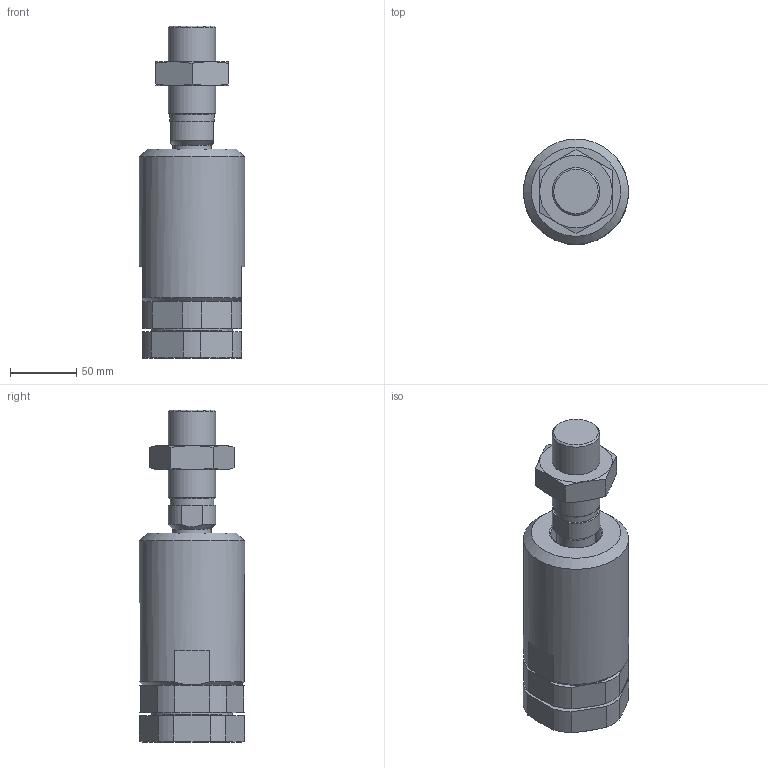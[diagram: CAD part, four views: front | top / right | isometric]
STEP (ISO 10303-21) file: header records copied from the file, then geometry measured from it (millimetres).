
FILE_DESCRIPTION(/* description */ ('STEP AP214'),/* implementation_level */ '2;1');
FILE_NAME(/* name */ '10746_FK-M36X2',/* time_stamp */ '2024-08-24T08:39:15+02:00',/* author */ ('License CC BY-ND 4.0'),/* organization */ ('CADENAS'),/* preprocessor_version */ 'ST-DEVELOPER v19.3',/* originating_system */ 'PARTsolutions',/* authorisation */ ' ');
FILE_SCHEMA (('AUTOMOTIVE_DESIGN {1 0 10303 214 3 1 1}'));
Length unit declared in the file: millimetre
Products named in the file (7): 10746 FK-M36x2---(asm_0_0); 10746 FK-M36x2---(GE); 10746 FK-M36x2---(0BO); DIN-439-B - M36x2(F); 10746 FK-M36x2---(BU); 10746 FK-M36x2---(MU); 10746 FK-M36x2---(KG)
Assembly tree (7 placements, depth 2):
  10746 FK-M36x2---(asm_0_0)
    10746 FK-M36x2---(GE)
    10746 FK-M36x2---(0BO)
    DIN-439-B - M36x2(F)
    10746 FK-M36x2---(BU)
    10746 FK-M36x2---(MU)
    10746 FK-M36x2---(KG)  x2
Bounding box: 79.5 x 79.87 x 251 mm (x, y, z)
Volume: 792279.3 mm3; surface area: 146686.8 mm2
Topology: 7 solids, 7 shells, 119 faces, 256 edges, 155 vertices
Faces by surface type: plane 46, cone 36, cylinder 31, sphere 4, torus 2
Full cylindrical faces by diameter (mm): 29 x1, 33.3 x1, 33.835 x2, 36 x1, 38.2 x3, 53 x1, 56 x2, 57.505 x1, 60 x1, 60.752 x1, 61 x1, 64 x1, 79.5 x1
Entity records: 3128 total; most frequent: CARTESIAN_POINT 655, DIRECTION 496, ORIENTED_EDGE 410, AXIS2_PLACEMENT_3D 222, EDGE_CURVE 205, EDGE_LOOP 164, FACE_BOUND 164, VERTEX_POINT 145
